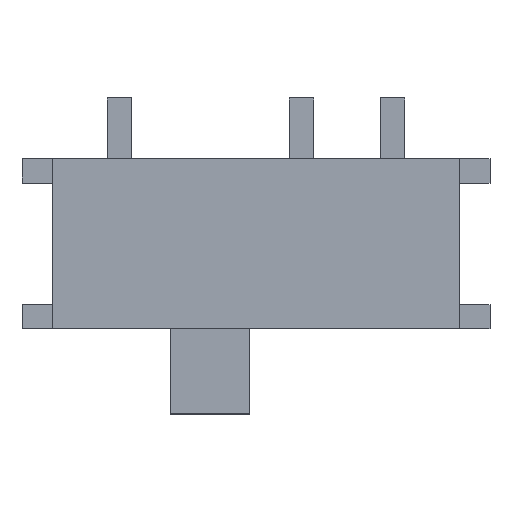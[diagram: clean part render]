
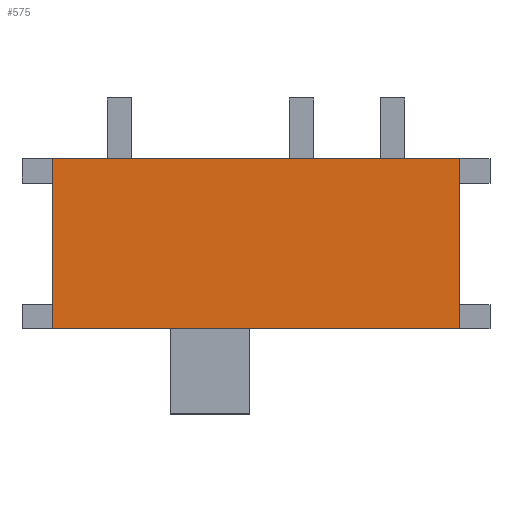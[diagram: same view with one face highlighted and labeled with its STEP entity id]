
A CAD part, top view. The second image highlights one B-rep face of the part: STEP entity #575.
In plain terms, the highlighted planar face has unit normal (0, 0, 1).
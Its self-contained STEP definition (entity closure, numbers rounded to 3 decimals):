
#179 = VERTEX_POINT('',#180);
#180 = CARTESIAN_POINT('',(3.35,1.4,1.4));
#186 = EDGE_CURVE('',#179,#187,#189,.T.);
#187 = VERTEX_POINT('',#188);
#188 = CARTESIAN_POINT('',(3.35,-1.4,1.4));
#189 = LINE('',#190,#191);
#190 = CARTESIAN_POINT('',(3.35,1.4,1.4));
#191 = VECTOR('',#192,1.);
#192 = DIRECTION('',(0.,-1.,0.));
#352 = EDGE_CURVE('',#187,#353,#355,.T.);
#353 = VERTEX_POINT('',#354);
#354 = CARTESIAN_POINT('',(-3.35,-1.4,1.4));
#355 = LINE('',#356,#357);
#356 = CARTESIAN_POINT('',(3.35,-1.4,1.4));
#357 = VECTOR('',#358,1.);
#358 = DIRECTION('',(-1.,0.,0.));
#482 = VERTEX_POINT('',#483);
#483 = CARTESIAN_POINT('',(-3.35,1.4,1.4));
#489 = EDGE_CURVE('',#482,#179,#490,.T.);
#490 = LINE('',#491,#492);
#491 = CARTESIAN_POINT('',(-3.35,1.4,1.4));
#492 = VECTOR('',#493,1.);
#493 = DIRECTION('',(1.,0.,0.));
#575 = ADVANCED_FACE('',(#576),#587,.T.);
#576 = FACE_BOUND('',#577,.T.);
#577 = EDGE_LOOP('',(#578,#579,#585,#586));
#578 = ORIENTED_EDGE('',*,*,#489,.F.);
#579 = ORIENTED_EDGE('',*,*,#580,.F.);
#580 = EDGE_CURVE('',#353,#482,#581,.T.);
#581 = LINE('',#582,#583);
#582 = CARTESIAN_POINT('',(-3.35,-1.4,1.4));
#583 = VECTOR('',#584,1.);
#584 = DIRECTION('',(0.,1.,0.));
#585 = ORIENTED_EDGE('',*,*,#352,.F.);
#586 = ORIENTED_EDGE('',*,*,#186,.F.);
#587 = PLANE('',#588);
#588 = AXIS2_PLACEMENT_3D('',#589,#590,#591);
#589 = CARTESIAN_POINT('',(-3.35,1.4,1.4));
#590 = DIRECTION('',(0.,0.,1.));
#591 = DIRECTION('',(1.,0.,0.));
